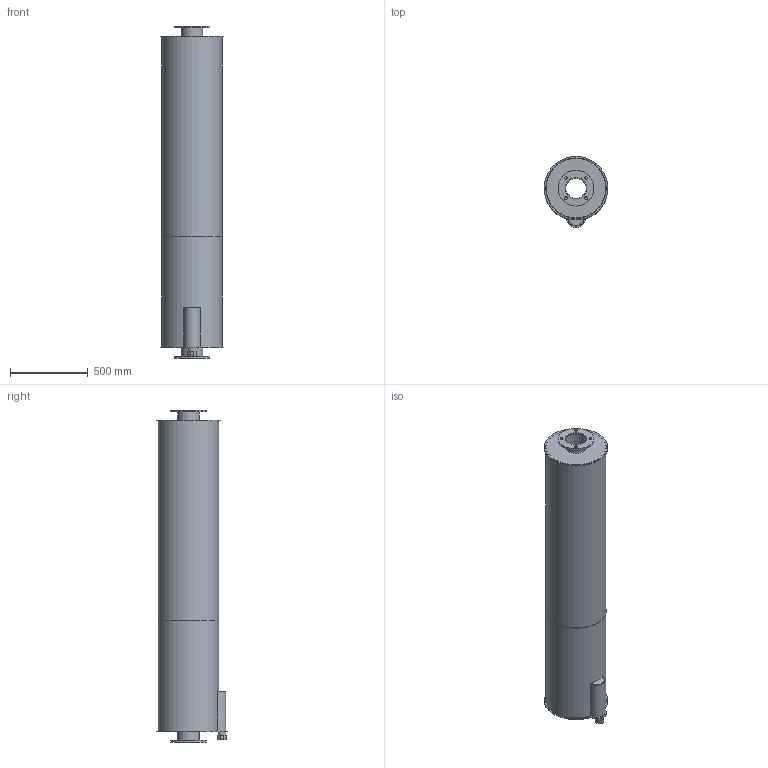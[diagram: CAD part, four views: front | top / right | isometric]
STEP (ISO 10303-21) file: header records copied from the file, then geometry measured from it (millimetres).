
FILE_DESCRIPTION(/* description */ (''),/* implementation_level */ '2;1');
FILE_NAME(/* name */ 'Vlsad 05.stp',/* time_stamp */ '2015-01-22T14:23:15+01:00',/* author */ ('Tekenkamer'),/* organization */ (''),/* preprocessor_version */ 'ST-DEVELOPER v15.6',/* originating_system */ 'Autodesk Inventor 2015',/* authorisation */ '');
FILE_SCHEMA (('AUTOMOTIVE_DESIGN { 1 0 10303 214 3 1 1 }'));
Length unit declared in the file: millimetre
Products named in the file (1): MAAT3D
Bounding box: 410 x 455.87 x 2140 mm (x, y, z)
Volume: 9328846.4 mm3; surface area: 5752142.5 mm2
Topology: 12 solids, 12 shells, 66 faces, 126 edges, 84 vertices
Faces by surface type: plane 34, cylinder 32
Full cylindrical faces by diameter (mm): 18 x8, 42.1 x2, 48.3 x1, 131.8 x2, 135 x2, 139 x2, 141 x2, 231 x2, 384 x2, 390 x2, 410 x1
Entity records: 1656 total; most frequent: DIRECTION 298, CARTESIAN_POINT 251, ORIENTED_EDGE 200, AXIS2_PLACEMENT_3D 131, EDGE_LOOP 128, EDGE_CURVE 100, VERTEX_POINT 84, FACE_OUTER_BOUND 66
